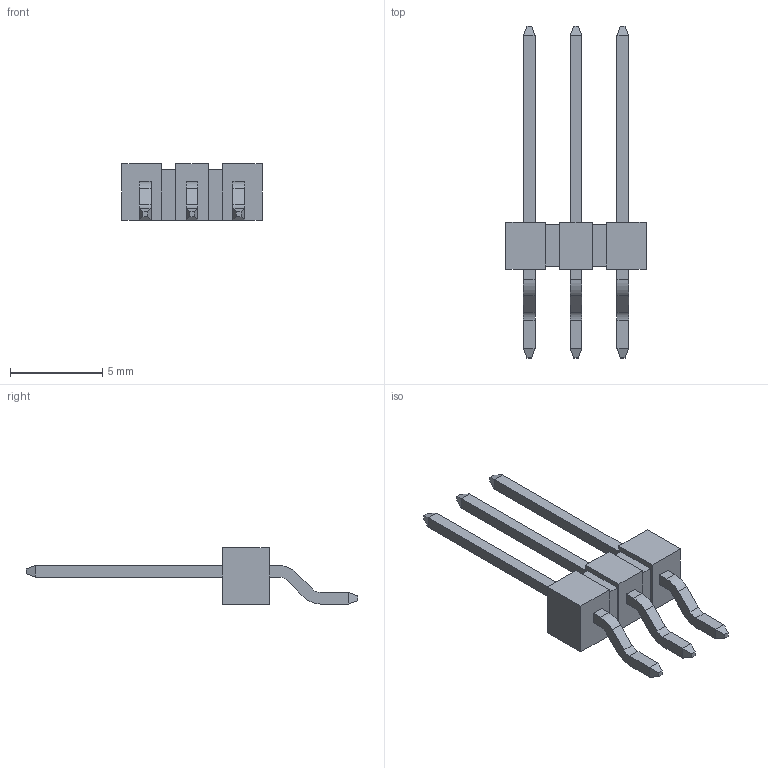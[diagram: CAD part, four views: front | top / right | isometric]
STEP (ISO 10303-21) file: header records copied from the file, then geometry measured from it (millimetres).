
FILE_DESCRIPTION(('FreeCAD Model'),'2;1');
FILE_NAME('Open CASCADE Shape Model','2025-02-20T21:05:04',(''),(''), 'Open CASCADE STEP processor 7.8','FreeCAD','Unknown');
FILE_SCHEMA(('AUTOMOTIVE_DESIGN { 1 0 10303 214 1 1 1 1 }'));
Length unit declared in the file: millimetre
Products named in the file (4): TSM-103-03-L-SH-TR; TSM-103-03-SH_body; T-1S6-09-L(-03-3-SH); T-1S6-09-L(-03-3-SH)2
Assembly tree (3 placements, depth 2):
  TSM-103-03-L-SH-TR
    TSM-103-03-SH_body
    T-1S6-09-L(-03-3-SH)
    T-1S6-09-L(-03-3-SH)2
Bounding box: 7.62 x 18.03 x 3.05 mm (x, y, z)
Volume: 76.3 mm3; surface area: 274.8 mm2
Topology: 3 solids, 3 shells, 110 faces, 288 edges, 184 vertices
Faces by surface type: plane 98, cylinder 12
Entity records: 3409 total; most frequent: CARTESIAN_POINT 586, ORIENTED_EDGE 576, DIRECTION 540, EDGE_CURVE 288, LINE 264, VECTOR 264, VERTEX_POINT 184, AXIS2_PLACEMENT_3D 138
